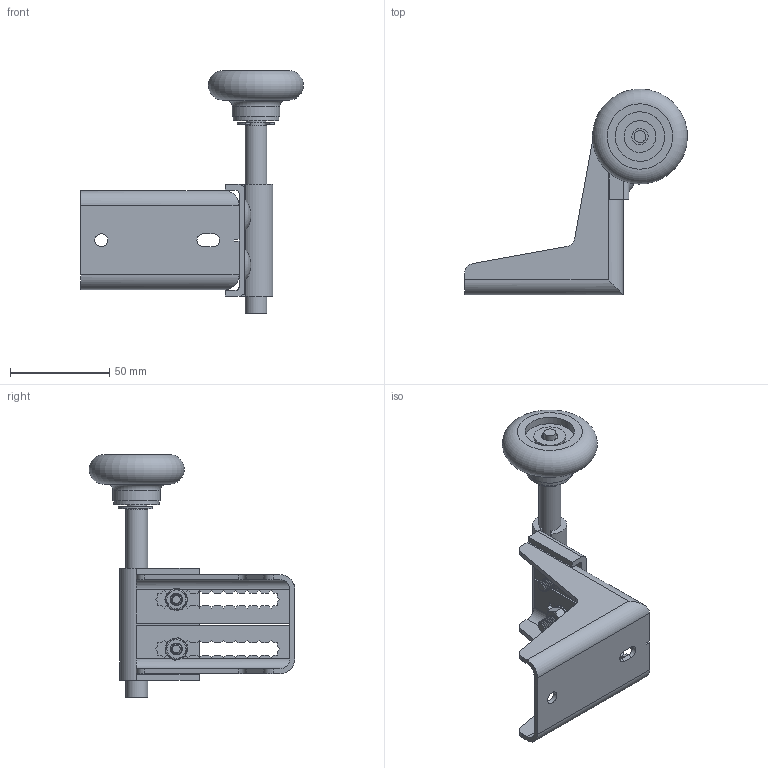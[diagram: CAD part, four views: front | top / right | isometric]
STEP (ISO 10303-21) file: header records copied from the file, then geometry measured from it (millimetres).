
FILE_DESCRIPTION(/* description */ (''),/* implementation_level */ '2;1');
FILE_NAME(/* name */ 'Pièce1.stp',/* time_stamp */ '2018-05-07T12:15:08+02:00',/* author */ ('Giuliano'),/* organization */ (''),/* preprocessor_version */ 'ST-DEVELOPER v16.5',/* originating_system */ 'Autodesk Inventor 2017',/* authorisation */ '');
FILE_SCHEMA (('AUTOMOTIVE_DESIGN { 1 0 10303 214 3 1 1 }'));
Length unit declared in the file: millimetre
Products named in the file (1): Pièce1
Bounding box: 112.53 x 103.77 x 122.65 mm (x, y, z)
Volume: 77631.6 mm3; surface area: 47877.4 mm2
Topology: 3 solids, 4 shells, 567 faces, 1658 edges, 1076 vertices
Faces by surface type: plane 436, cylinder 117, torus 6, bspline 4, cone 2, sphere 2
Full cylindrical faces by diameter (mm): 6 x1, 6.06 x2, 6.1 x4, 6.5 x1, 8.2 x1, 9 x1, 10 x2, 10.2 x1, 11 x3, 12.2 x1, 15.8 x1, 16 x2, 23 x1, 24 x1, 25 x1
Entity records: 22231 total; most frequent: CARTESIAN_POINT 6419, ORIENTED_EDGE 3218, DIRECTION 3165, EDGE_CURVE 1607, LINE 1077, VECTOR 1077, VERTEX_POINT 1058, AXIS2_PLACEMENT_3D 1044
